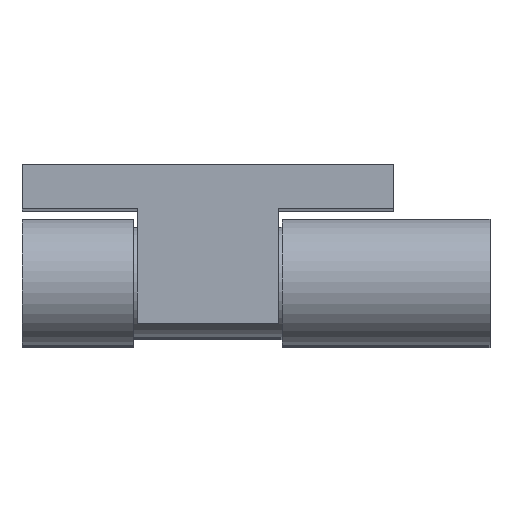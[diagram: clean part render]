
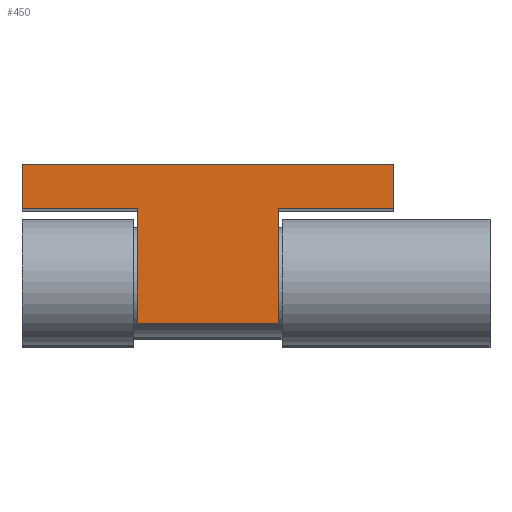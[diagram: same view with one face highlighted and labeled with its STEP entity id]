
A CAD part, top view. The second image highlights one B-rep face of the part: STEP entity #450.
In plain terms, the highlighted planar face has unit normal (0, 0, 1).
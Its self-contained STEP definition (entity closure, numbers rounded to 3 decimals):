
#450=ADVANCED_FACE('',(#1135),#1136,.T.);
#1135=FACE_OUTER_BOUND('',#2100,.T.);
#1136=PLANE('',#2101);
#2100=EDGE_LOOP('',(#3403,#3404,#3405,#3406,#3407,#3408,#3409,#3410));
#2101=AXIS2_PLACEMENT_3D('',#3411,#3412,#3413);
#3403=ORIENTED_EDGE('',*,*,#5612,.F.);
#3404=ORIENTED_EDGE('',*,*,#5632,.F.);
#3405=ORIENTED_EDGE('',*,*,#5628,.F.);
#3406=ORIENTED_EDGE('',*,*,#5624,.F.);
#3407=ORIENTED_EDGE('',*,*,#5496,.F.);
#3408=ORIENTED_EDGE('',*,*,#5530,.F.);
#3409=ORIENTED_EDGE('',*,*,#5622,.F.);
#3410=ORIENTED_EDGE('',*,*,#5617,.F.);
#3411=CARTESIAN_POINT('',(0.,0.854,10.16));
#3412=DIRECTION('',(0.0,0.0,1.0));
#3413=DIRECTION('',(1.0,0.0,0.0));
#5496=EDGE_CURVE('',#6527,#6529,#6530,.T.);
#5530=EDGE_CURVE('',#6586,#6527,#6588,.T.);
#5612=EDGE_CURVE('',#6692,#6693,#6694,.T.);
#5617=EDGE_CURVE('',#6693,#6701,#6702,.T.);
#5622=EDGE_CURVE('',#6701,#6586,#6708,.T.);
#5624=EDGE_CURVE('',#6529,#6710,#6711,.T.);
#5628=EDGE_CURVE('',#6710,#6716,#6717,.T.);
#5632=EDGE_CURVE('',#6716,#6692,#6722,.T.);
#6527=VERTEX_POINT('',#7952);
#6529=VERTEX_POINT('',#7955);
#6530=LINE('',#7956,#7957);
#6586=VERTEX_POINT('',#8037);
#6588=LINE('',#8040,#8041);
#6692=VERTEX_POINT('',#8189);
#6693=VERTEX_POINT('',#8190);
#6694=LINE('',#8191,#8192);
#6701=VERTEX_POINT('',#8202);
#6702=LINE('',#8203,#8204);
#6708=LINE('',#8213,#8214);
#6710=VERTEX_POINT('',#8216);
#6711=LINE('',#8217,#8218);
#6716=VERTEX_POINT('',#8225);
#6717=LINE('',#8226,#8227);
#6722=LINE('',#8234,#8235);
#7952=CARTESIAN_POINT('',(-0.95,-0.55,10.16));
#7955=CARTESIAN_POINT('',(-0.95,0.99,10.16));
#7956=CARTESIAN_POINT('',(-0.95,-0.55,10.16));
#7957=VECTOR('',#9606,1.0);
#8037=CARTESIAN_POINT('',(0.95,-0.55,10.16));
#8040=CARTESIAN_POINT('',(0.95,-0.55,10.16));
#8041=VECTOR('',#9653,1.0);
#8189=CARTESIAN_POINT('',(2.5,1.59,10.16));
#8190=CARTESIAN_POINT('',(2.5,0.99,10.16));
#8191=CARTESIAN_POINT('',(2.5,1.59,10.16));
#8192=VECTOR('',#9719,1.0);
#8202=CARTESIAN_POINT('',(0.95,0.99,10.16));
#8203=CARTESIAN_POINT('',(2.5,0.99,10.16));
#8204=VECTOR('',#9723,1.0);
#8213=CARTESIAN_POINT('',(0.95,0.99,10.16));
#8214=VECTOR('',#9727,1.0);
#8216=CARTESIAN_POINT('',(-2.5,0.99,10.16));
#8217=CARTESIAN_POINT('',(-0.95,0.99,10.16));
#8218=VECTOR('',#9728,1.0);
#8225=CARTESIAN_POINT('',(-2.5,1.59,10.16));
#8226=CARTESIAN_POINT('',(-2.5,0.99,10.16));
#8227=VECTOR('',#9731,1.0);
#8234=CARTESIAN_POINT('',(-2.5,1.59,10.16));
#8235=VECTOR('',#9734,1.0);
#9606=DIRECTION('',(0.,1.0,0.0));
#9653=DIRECTION('',(-1.0,0.0,0.0));
#9719=DIRECTION('',(0.0,-1.0,0.0));
#9723=DIRECTION('',(-1.0,0.0,0.0));
#9727=DIRECTION('',(0.,-1.0,0.0));
#9728=DIRECTION('',(-1.0,0.0,0.0));
#9731=DIRECTION('',(0.0,1.0,0.0));
#9734=DIRECTION('',(1.0,0.0,0.0));
